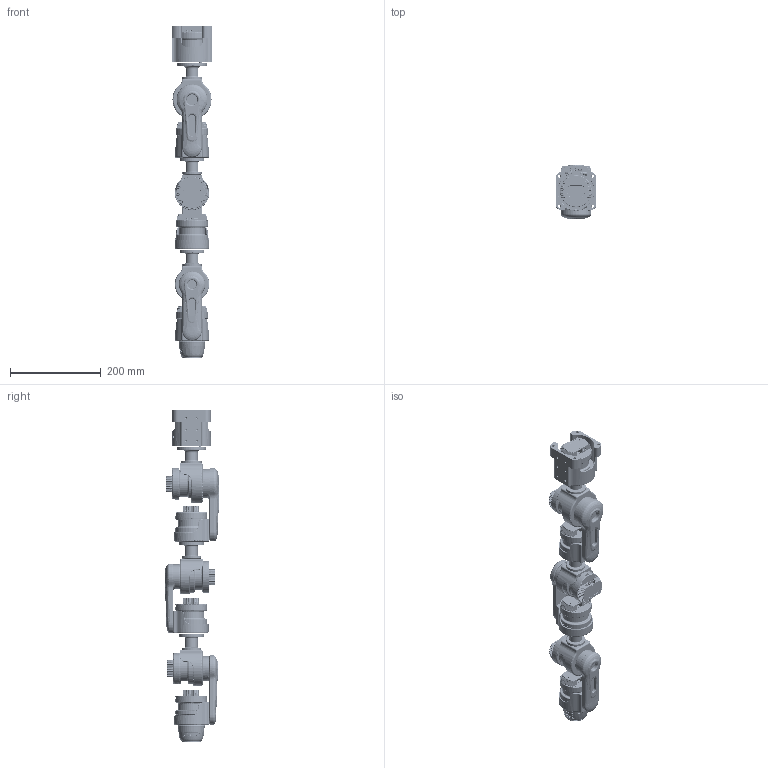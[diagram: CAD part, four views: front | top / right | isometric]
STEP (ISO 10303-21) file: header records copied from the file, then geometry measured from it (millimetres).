
FILE_DESCRIPTION((''),'2;1');
FILE_NAME('00-________-V0_32_ASM_1_ASM_4_ASM','2021-05-08T',('MSI-NB'),(''),'CREO PARAMETRIC BY PTC INC, 2014350','CREO PARAMETRIC BY PTC INC, 2014350','');
FILE_SCHEMA(('CONFIG_CONTROL_DESIGN'));
Products named in the file (36): TYPE-C_1_1; TYPEC1_ASM_1_ASM_1_ASM; 0-AIOSERVO_14_V1_0_1_ESP32_ASM__ASM; XT30PW-M_2_1_1; J6_2_ASM_1_ASM_1_ASM; RJ45CHENBAN_2_1_1; J4_2_ASM_1_ASM_1_ASM; J3_2_ASM_1_ASM_1_ASM; J2_2_ASM_1_ASM_1_ASM; 0-AIOSERVO_14_V1_0_1諉諳啣__1__1_ASM; AIOSERVO_14_V1_0_1蚾饜极__1__1_ASM; 0-AI50电机加14驱动__1_ASM; 0-AI50萇儂-隅赽_1; 淝蹈_埴-18_1; 妗极-痄雄__1; SHF-17-I_ASM_1_ASM_1_ASM; 0-AI50萇儂_1; 0-AI50-萇儂綴_1; M2_5H8_1_1; 01-珨粣壽誹_RNM_1_1_ASM; 0-萇儂嘐隅_1; 0-壽誹蟀諉晶眻-_1-_2; 0-萇儂嘐隅璃-1_1-2_1; 0-萇儂蟀諉璃-1_1-3_2; 0-萇儂嘐隅璃-1_1-3_2; 0-AI50萇儂-隅_2; 淝蹈_埴-28_2; SHF-14-I_ASM_1_ASM_2_ASM; 0-三轴关节_1_1_ASM; 0-壽誹蟀諉晶眻-_1-_3; 0-萇儂蟀諉璃-1_1-4_4; 0-藺傷楊_2; 0-藺傷楊擘_2; 0-珨粣寡_1; 0-三轴硅_2; 00-________-V0_32_ASM_1_ASM_4_ASM
Assembly tree (62 placements, depth 7):
  00-________-V0_32_ASM_1_ASM_4_ASM
    01-珨粣壽誹_RNM_1_1_ASM  x2
      0-AI50电机加14驱动__1_ASM
        AIOSERVO_14_V1_0_1蚾饜极__1__1_ASM
          0-AIOSERVO_14_V1_0_1_ESP32_ASM__ASM
            TYPEC1_ASM_1_ASM_1_ASM
              TYPE-C_1_1
          0-AIOSERVO_14_V1_0_1諉諳啣__1__1_ASM
            J6_2_ASM_1_ASM_1_ASM
              XT30PW-M_2_1_1
            J4_2_ASM_1_ASM_1_ASM
              RJ45CHENBAN_2_1_1
            J3_2_ASM_1_ASM_1_ASM
              XT30PW-M_2_1_1
            J2_2_ASM_1_ASM_1_ASM
              RJ45CHENBAN_2_1_1
      0-AI50萇儂-隅赽_1
      SHF-17-I_ASM_1_ASM_1_ASM
        淝蹈_埴-18_1
        妗极-痄雄__1
      0-AI50萇儂_1
      0-AI50-萇儂綴_1
      M2_5H8_1_1
    0-萇儂嘐隅_1
    0-壽誹蟀諉晶眻-_1-_2
    0-萇儂嘐隅璃-1_1-2_1
    0-萇儂蟀諉璃-1_1-3_2
    0-萇儂嘐隅璃-1_1-3_2  x5
    0-三轴关节_1_1_ASM  x5
      0-AI50电机加14驱动__1_ASM
        AIOSERVO_14_V1_0_1蚾饜极__1__1_ASM
          0-AIOSERVO_14_V1_0_1_ESP32_ASM__ASM
            TYPEC1_ASM_1_ASM_1_ASM
              TYPE-C_1_1
          0-AIOSERVO_14_V1_0_1諉諳啣__1__1_ASM
            J6_2_ASM_1_ASM_1_ASM
              XT30PW-M_2_1_1
            J4_2_ASM_1_ASM_1_ASM
              RJ45CHENBAN_2_1_1
            J3_2_ASM_1_ASM_1_ASM
              XT30PW-M_2_1_1
            J2_2_ASM_1_ASM_1_ASM
              RJ45CHENBAN_2_1_1
      0-AI50萇儂-隅_2
      0-AI50萇儂_1
      SHF-14-I_ASM_1_ASM_2_ASM
        淝蹈_埴-28_2
      0-AI50-萇儂綴_1
      M2_5H8_1_1
    0-壽誹蟀諉晶眻-_1-_3  x3
    0-萇儂蟀諉璃-1_1-4_4  x2
    0-藺傷楊_2
    0-藺傷楊擘_2
    0-珨粣寡_1
    0-三轴硅_2  x2
Bounding box: 90 x 120.89 x 731.55 mm (x, y, z)
Volume: 2735568.4 mm3; surface area: 727829.1 mm2
Topology: 119 solids, 128 shells, 13842 faces, 36335 edges, 23301 vertices
Faces by surface type: plane 6033, cylinder 3624, torus 1259, bspline 1176, cone 800, extrusion 746, sphere 184, revolution 20
Entity records: 105467 total; most frequent: CARTESIAN_POINT 36647, ORIENTED_EDGE 11668, DIRECTION 10880, EDGE_CURVE 5834, PRESENTATION_STYLE_ASSIGNMENT 4415, STYLED_ITEM 4294, CURVE_STYLE 4279, AXIS2_PLACEMENT_3D 4160
